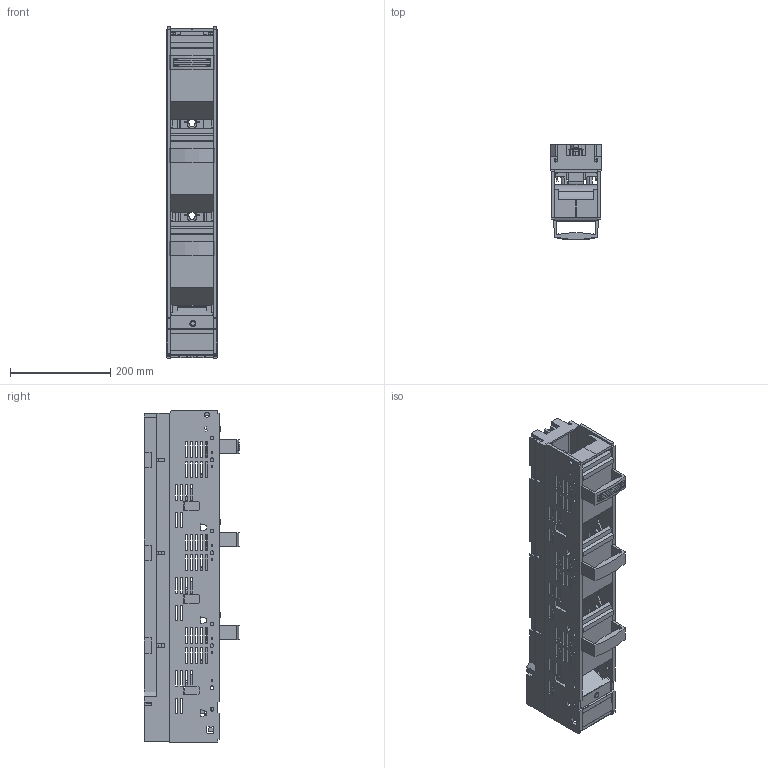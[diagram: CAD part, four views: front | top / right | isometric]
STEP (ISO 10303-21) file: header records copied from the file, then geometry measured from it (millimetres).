
FILE_DESCRIPTION(('CATIA V5 STEP'),'2;1');
FILE_NAME('L0600_NH-Wandlerlastschaltleiste_SL3_3x_9_KM2G_F_W.stp','2018-09-12T10:36:45+00:00',('none'),('Jean Müller GmbH'),'CATIA Version 5 Release 19 SP 9 (IN-10)','CATIA V5 STEP AP214','none');
FILE_SCHEMA(('AUTOMOTIVE_DESIGN { 1 0 10303 214 1 1 1 1 }'));
Products named in the file (1): L0600_NH-Wandlerlastschaltleiste SL3-3x/9/KM2G-F/W
Bounding box: 100 x 189.71 x 661 mm (x, y, z)
Volume: 3132297.4 mm3; surface area: 1037991.2 mm2
Topology: 17 solids, 17 shells, 2730 faces, 7547 edges, 4825 vertices
Faces by surface type: plane 2277, cylinder 277, bspline 129, cone 47
Entity records: 89474 total; most frequent: CARTESIAN_POINT 24343, ORIENTED_EDGE 15082, DIRECTION 10463, EDGE_CURVE 7541, VECTOR 6063, LINE 6063, VERTEX_POINT 4825, EDGE_LOOP 3094
